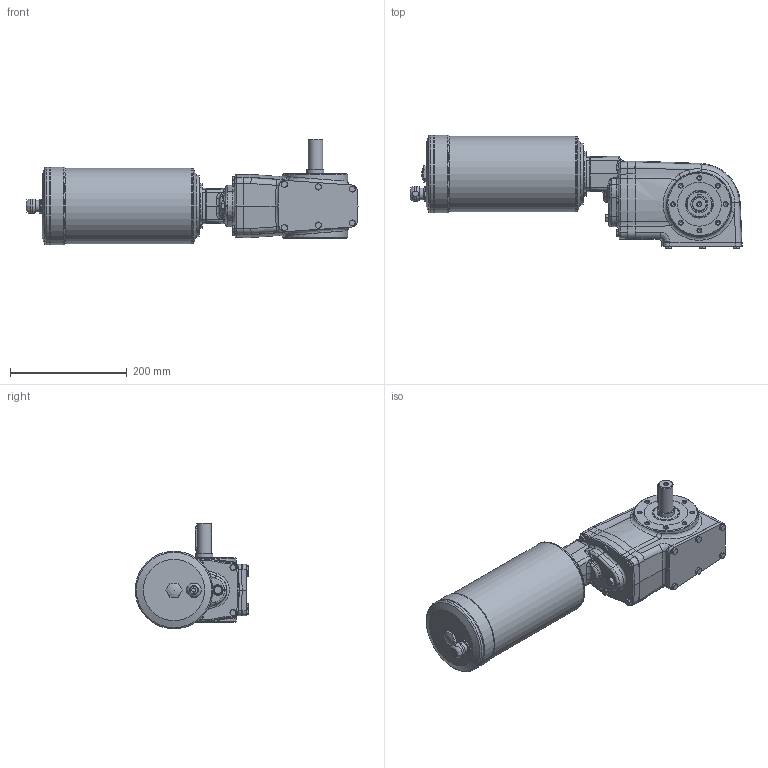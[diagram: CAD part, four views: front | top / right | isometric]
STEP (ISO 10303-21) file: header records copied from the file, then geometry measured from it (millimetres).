
FILE_DESCRIPTION( ( 'Unknown' ), '1' );
FILE_NAME( 'D3AC2F5A15899F4AFD9E5564665AF3F.3d.stp', 'Unknown', ( 'Unknown' ), ( 'Unknown' ), 'PSStep 10.1', 'Unknown', ' ' );
FILE_SCHEMA( ( 'AUTOMOTIVE_DESIGN { 1 0 10303 214 1 1 1 1 }' ) );
Length unit declared in the file: millimetre
Products named in the file (1): X43N
Bounding box: 568.5 x 194.5 x 181 mm (x, y, z)
Volume: 6440251.5 mm3; surface area: 304189.7 mm2
Topology: 1 solids, 8 shells, 814 faces, 1936 edges, 1190 vertices
Faces by surface type: plane 295, cylinder 209, cone 178, bspline 78, torus 49, extrusion 4, sphere 1
Full cylindrical faces by diameter (mm): 4.134 x1, 4.917 x8, 6 x4, 6.5 x4, 6.647 x34, 7 x5, 8.9 x12, 10 x4, 11 x4, 13.4 x1, 14 x1, 16.662 x1, 17 x1, 18 x1, 20 x1, 23.7 x1, 25 x2, 29.5 x1, 40 x1, 47.5 x2, 52 x1, 70 x2, 75 x2, 105 x1, 128.98 x1, 129 x2, 132.98 x2, 133 x3
Entity records: 35722 total; most frequent: CARTESIAN_POINT 12300, DIRECTION 3485, ORIENTED_EDGE 3230, EDGE_CURVE 1615, AXIS2_PLACEMENT_3D 1464, VERTEX_POINT 1106, EDGE_LOOP 1102, FACE_OUTER_BOUND 957
